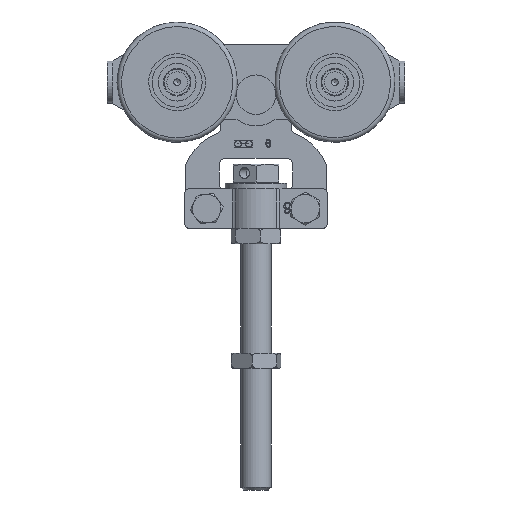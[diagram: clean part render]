
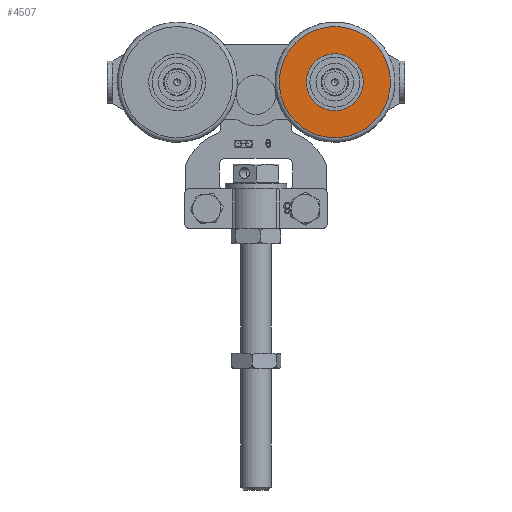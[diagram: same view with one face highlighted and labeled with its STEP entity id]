
A CAD part, front view. The second image highlights one B-rep face of the part: STEP entity #4507.
In plain terms, the highlighted planar face has unit normal (0, -1, 0).
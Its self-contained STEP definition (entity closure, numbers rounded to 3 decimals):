
#4473=CARTESIAN_POINT('',(-28.77,-15.5,54.101));
#4474=VERTEX_POINT('',#4473);
#4475=CARTESIAN_POINT('',(-32.,-15.5,66.693));
#4476=DIRECTION('',(0.,1.0,0.));
#4477=DIRECTION('',(0.248,0.,-0.969));
#4478=AXIS2_PLACEMENT_3D('',#4475,#4476,#4477);
#4479=CIRCLE('',#4478,13.);
#4480=EDGE_CURVE('',#4474,#4474,#4479,.T.);
#4488=CARTESIAN_POINT('',(-27.231,-15.5,48.101));
#4489=DIRECTION('',(0.0,-1.0,0.0));
#4490=DIRECTION('',(-0.969,0.0,-0.248));
#4491=AXIS2_PLACEMENT_3D('',#4488,#4489,#4490);
#4492=PLANE('',#4491);
#4493=CARTESIAN_POINT('',(-25.692,-15.5,42.101));
#4494=VERTEX_POINT('',#4493);
#4495=CARTESIAN_POINT('',(-32.,-15.5,66.693));
#4496=DIRECTION('',(0.,1.0,0.));
#4497=DIRECTION('',(0.248,0.,-0.969));
#4498=AXIS2_PLACEMENT_3D('',#4495,#4496,#4497);
#4499=CIRCLE('',#4498,25.389);
#4500=EDGE_CURVE('',#4494,#4494,#4499,.T.);
#4501=ORIENTED_EDGE('',*,*,#4500,.F.);
#4502=EDGE_LOOP('',(#4501));
#4503=FACE_OUTER_BOUND('',#4502,.T.);
#4504=ORIENTED_EDGE('',*,*,#4480,.T.);
#4505=EDGE_LOOP('',(#4504));
#4506=FACE_BOUND('',#4505,.T.);
#4507=ADVANCED_FACE('',(#4503,#4506),#4492,.T.);
